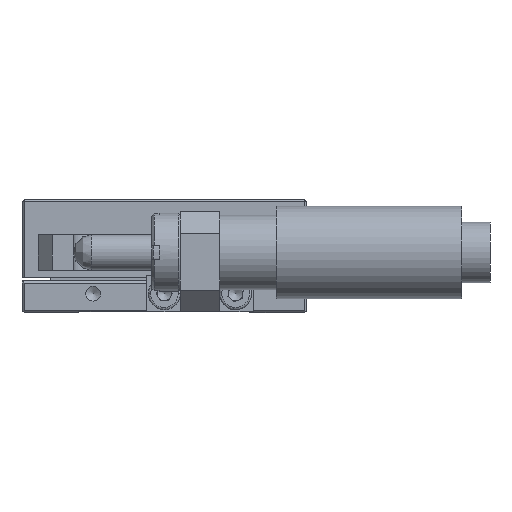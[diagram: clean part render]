
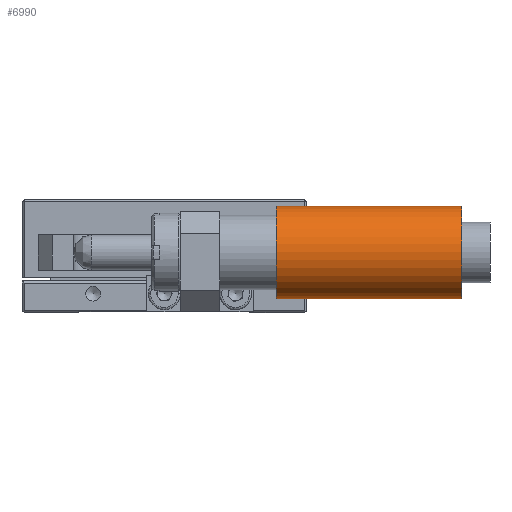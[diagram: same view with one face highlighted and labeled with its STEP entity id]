
A CAD part, front view. The second image highlights one B-rep face of the part: STEP entity #6990.
In plain terms, the highlighted cylindrical face has radius 6.5 mm (diameter 13 mm), a full revolution.
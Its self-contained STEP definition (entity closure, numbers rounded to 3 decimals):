
#396 = CIRCLE ( 'NONE', #4092, 6.5 ) ;
#504 = ORIENTED_EDGE ( 'NONE', *, *, #9618, .T. ) ;
#1272 = AXIS2_PLACEMENT_3D ( 'NONE', #9633, #7722, #12865 ) ;
#1557 = EDGE_CURVE ( 'NONE', #8006, #8006, #3136, .T. ) ;
#2491 = FACE_OUTER_BOUND ( 'NONE', #13259, .T. ) ;
#2933 = ORIENTED_EDGE ( 'NONE', *, *, #1557, .F. ) ;
#3136 = CIRCLE ( 'NONE', #10738, 6.5 ) ;
#3926 = CARTESIAN_POINT ( 'NONE',  ( 41.75, -34., 15. ) ) ;
#4092 = AXIS2_PLACEMENT_3D ( 'NONE', #4625, #8925, #11229 ) ;
#4625 = CARTESIAN_POINT ( 'NONE',  ( 15.75, -34., 8.5 ) ) ;
#4665 = FACE_OUTER_BOUND ( 'NONE', #5862, .T. ) ;
#5306 = VERTEX_POINT ( 'NONE', #11592 ) ;
#5862 = EDGE_LOOP ( 'NONE', ( #504 ) ) ;
#5974 = DIRECTION ( 'NONE',  ( 0., 0., 1. ) ) ;
#6990 = ADVANCED_FACE ( 'NONE', ( #4665, #2491 ), #8818, .T. ) ;
#7722 = DIRECTION ( 'NONE',  ( -1., 0., 0. ) ) ;
#8006 = VERTEX_POINT ( 'NONE', #3926 ) ;
#8818 = CYLINDRICAL_SURFACE ( 'NONE', #1272, 6.5 ) ;
#8925 = DIRECTION ( 'NONE',  ( 1., 0., 0. ) ) ;
#9618 = EDGE_CURVE ( 'NONE', #5306, #5306, #396, .T. ) ;
#9633 = CARTESIAN_POINT ( 'NONE',  ( 41.75, -34., 8.5 ) ) ;
#10069 = CARTESIAN_POINT ( 'NONE',  ( 41.75, -34., 8.5 ) ) ;
#10738 = AXIS2_PLACEMENT_3D ( 'NONE', #10069, #13002, #5974 ) ;
#11229 = DIRECTION ( 'NONE',  ( 0., 0., 1. ) ) ;
#11592 = CARTESIAN_POINT ( 'NONE',  ( 15.75, -34., 15. ) ) ;
#12865 = DIRECTION ( 'NONE',  ( 0., 0., 1. ) ) ;
#13002 = DIRECTION ( 'NONE',  ( 1., 0., 0. ) ) ;
#13259 = EDGE_LOOP ( 'NONE', ( #2933 ) ) ;
